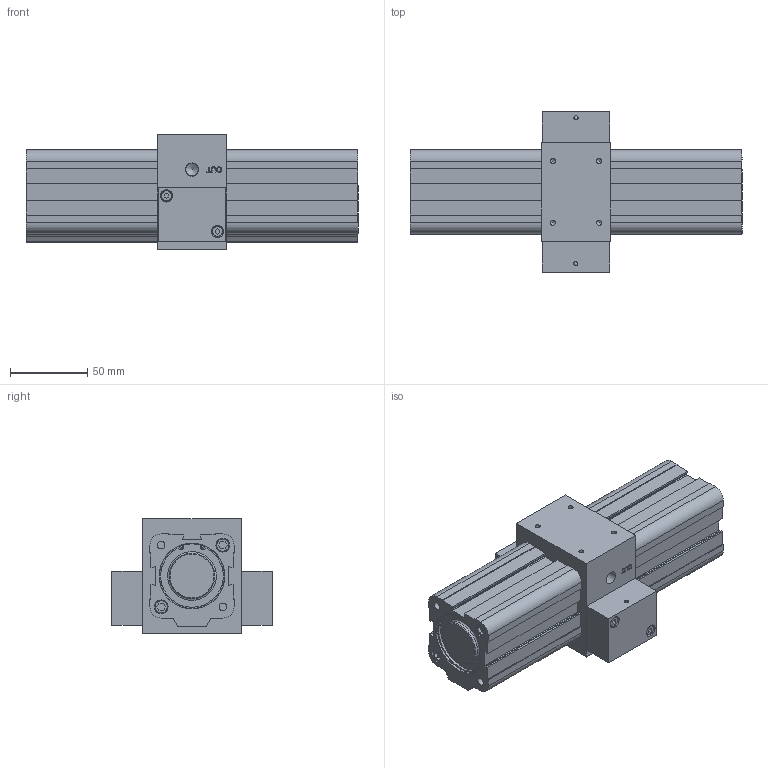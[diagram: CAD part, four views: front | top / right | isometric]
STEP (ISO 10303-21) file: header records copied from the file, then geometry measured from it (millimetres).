
FILE_DESCRIPTION(/* description */ ('Unknown'),/* implementation_level */ '2;1');
FILE_NAME(/* name */ '-UM12-040RC1.2',/* time_stamp */ '2019-06-13T08:58:18+02:00',/* author */ ('Unknown'),/* organization */ ('Unknown'),/* preprocessor_version */ 'ST-DEVELOPER v16.7',/* originating_system */ 'DEX',/* authorisation */ $);
FILE_SCHEMA (('AUTOMOTIVE_DESIGN {1 0 10303 214 3 1 1}'));
Products named in the file (1): Parte1
Bounding box: 215 x 104 x 74 mm (x, y, z)
Volume: 583479.7 mm3; surface area: 148091.2 mm2
Topology: 3 solids, 3 shells, 1499 faces, 3633 edges, 2282 vertices
Faces by surface type: plane 680, cylinder 382, cone 259, torus 132, bspline 42, sphere 4
Full cylindrical faces by diameter (mm): 2 x10, 2.5 x5, 2.6 x2, 2.7 x7, 3 x8, 3.242 x8, 3.3 x4, 3.5 x3, 3.8 x2, 4 x44, 4.5 x1, 4.917 x6, 4.999 x2, 5 x11, 5.2 x4, 5.499 x1, 5.5 x1, 6 x7, 6.2 x1, 6.5 x4, 7 x6, 7.098 x4, 7.999 x4, 8 x5, 8.5 x4, 8.566 x8, 8.8 x2, 8.999 x2, 9 x11, 9.155 x12
Entity records: 59332 total; most frequent: CARTESIAN_POINT 18308, DIRECTION 6359, ORIENTED_EDGE 5382, EDGE_CURVE 2691, AXIS2_PLACEMENT_3D 2548, FACE_BOUND 2501, EDGE_LOOP 2490, VERTEX_POINT 2024
